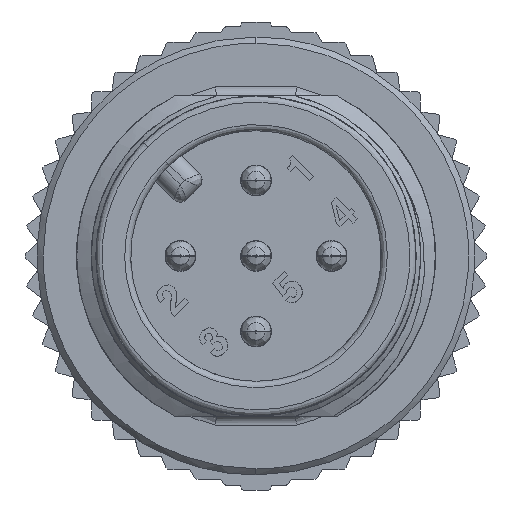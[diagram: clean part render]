
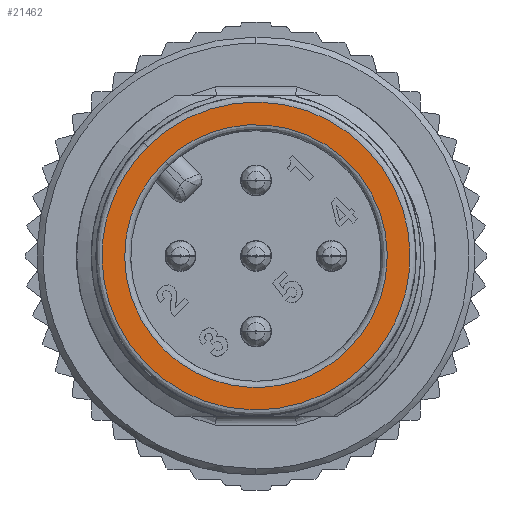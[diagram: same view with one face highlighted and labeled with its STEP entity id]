
A CAD part, left-side view. The second image highlights one B-rep face of the part: STEP entity #21462.
In plain terms, the highlighted planar face has unit normal (-1, 0, 0).
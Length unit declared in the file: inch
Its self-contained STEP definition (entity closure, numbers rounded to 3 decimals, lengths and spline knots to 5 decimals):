
#1052 = EDGE_CURVE ( 'NONE', #69219, #24896, #71664, .T. ) ;
#2252 = FACE_OUTER_BOUND ( 'NONE', #25500, .T. ) ;
#2800 = ORIENTED_EDGE ( 'NONE', *, *, #53848, .F. ) ;
#3486 = VERTEX_POINT ( 'NONE', #17488 ) ;
#4187 = VERTEX_POINT ( 'NONE', #99346 ) ;
#4514 =( BOUNDED_CURVE ( )  B_SPLINE_CURVE ( 3, ( #96587, #18400, #45205, #24823 ),
 .UNSPECIFIED., .F., .F. ) 
 B_SPLINE_CURVE_WITH_KNOTS ( ( 4, 4 ),
 ( 0., 1. ),
 .UNSPECIFIED. ) 
 CURVE ( )  GEOMETRIC_REPRESENTATION_ITEM ( )  RATIONAL_B_SPLINE_CURVE ( ( 1., 0.334, 0.334, 1. ) ) 
 REPRESENTATION_ITEM ( '' )  );
#8605 = ORIENTED_EDGE ( 'NONE', *, *, #1052, .F. ) ;
#9016 = VERTEX_POINT ( 'NONE', #70264 ) ;
#9654 = CARTESIAN_POINT ( 'NONE',  ( 0., 0.14198, -2.47889 ) ) ;
#10257 = PLANE ( 'NONE',  #14319 ) ;
#11339 = CARTESIAN_POINT ( 'NONE',  ( 0., -0.13163, -2.73084 ) ) ;
#14319 = AXIS2_PLACEMENT_3D ( 'NONE', #64441, #89562, #46737 ) ;
#14954 = CARTESIAN_POINT ( 'NONE',  ( 0., 0.10232, -2.48353 ) ) ;
#17488 = CARTESIAN_POINT ( 'NONE',  ( 0., 0.10232, -2.48353 ) ) ;
#18086 = CARTESIAN_POINT ( 'NONE',  ( 0., 0.13733, -2.51855 ) ) ;
#18400 = CARTESIAN_POINT ( 'NONE',  ( 0., -0.14222, -2.19566 ) ) ;
#21462 = ADVANCED_FACE ( 'NONE', ( #107285, #2252 ), #10257, .F. ) ;
#22460 = ORIENTED_EDGE ( 'NONE', *, *, #105452, .F. ) ;
#23407 = CARTESIAN_POINT ( 'NONE',  ( 0., 0.10796, -2.48773 ) ) ;
#24823 = CARTESIAN_POINT ( 'NONE',  ( 0., -0.14198, -2.76284 ) ) ;
#24896 = VERTEX_POINT ( 'NONE', #81469 ) ;
#25111 = CARTESIAN_POINT ( 'NONE',  ( 0., 0.11842, -2.49714 ) ) ;
#25500 = EDGE_LOOP ( 'NONE', ( #2800, #8605, #80180, #22460 ) ) ;
#26744 = CARTESIAN_POINT ( 'NONE',  ( 0., -0.14173, -2.76309 ) ) ;
#28203 = CARTESIAN_POINT ( 'NONE',  ( 0., -0.11842, -2.74459 ) ) ;
#28675 = CARTESIAN_POINT ( 'NONE',  ( 0., 0.11842, -2.49714 ) ) ;
#29247 = CARTESIAN_POINT ( 'NONE',  ( 0., 0.13165, -2.5109 ) ) ;
#32272 = CIRCLE ( 'NONE', #83395, 0.20079 ) ;
#32526 = CARTESIAN_POINT ( 'NONE',  ( 0., 0.11334, -2.49228 ) ) ;
#32643 = ORIENTED_EDGE ( 'NONE', *, *, #66927, .F. ) ;
#34788 = VERTEX_POINT ( 'NONE', #104209 ) ;
#36346 = CARTESIAN_POINT ( 'NONE',  ( 0., 0., -2.62087 ) ) ;
#37006 = CARTESIAN_POINT ( 'NONE',  ( 0., -0.11842, -2.74459 ) ) ;
#37459 = DIRECTION ( 'NONE',  ( 1., 0., 0. ) ) ;
#38480 =( BOUNDED_CURVE ( )  B_SPLINE_CURVE ( 3, ( #102826, #59439, #100580, #14954 ),
 .UNSPECIFIED., .F., .F. ) 
 B_SPLINE_CURVE_WITH_KNOTS ( ( 4, 4 ),
 ( 0., 1. ),
 .UNSPECIFIED. ) 
 CURVE ( )  GEOMETRIC_REPRESENTATION_ITEM ( )  RATIONAL_B_SPLINE_CURVE ( ( 1., 0.43, 0.43, 1. ) ) 
 REPRESENTATION_ITEM ( '' )  );
#39974 = CARTESIAN_POINT ( 'NONE',  ( 0., 0.10232, -2.48353 ) ) ;
#41779 = VERTEX_POINT ( 'NONE', #28203 ) ;
#43558 = CARTESIAN_POINT ( 'NONE',  ( 0., 0.09292, -2.94686 ) ) ;
#45205 = CARTESIAN_POINT ( 'NONE',  ( 0., -0.42545, -2.47937 ) ) ;
#46134 = CARTESIAN_POINT ( 'NONE',  ( 0., -0.13733, -2.72318 ) ) ;
#46737 = DIRECTION ( 'NONE',  ( 0., 0., -1. ) ) ;
#46944 = CARTESIAN_POINT ( 'NONE',  ( 0., 0.12532, -2.50372 ) ) ;
#47360 = EDGE_CURVE ( 'NONE', #106692, #41779, #95828, .T. ) ;
#51544 = CARTESIAN_POINT ( 'NONE',  ( 0., 0.31211, -2.75313 ) ) ;
#53024 = CARTESIAN_POINT ( 'NONE',  ( 0., 0.14222, -3.04607 ) ) ;
#53848 = EDGE_CURVE ( 'NONE', #24896, #4187, #32272, .T. ) ;
#56715 = EDGE_CURVE ( 'NONE', #9016, #69219, #111907, .T. ) ;
#56765 = DIRECTION ( 'NONE',  ( 0., -0.706, -0.708 ) ) ;
#57188 = CARTESIAN_POINT ( 'NONE',  ( 0., 0.11842, -2.49714 ) ) ;
#59439 = CARTESIAN_POINT ( 'NONE',  ( 0., -0.2944, -2.51236 ) ) ;
#61849 = EDGE_CURVE ( 'NONE', #34788, #3486, #38480, .T. ) ;
#62360 = CARTESIAN_POINT ( 'NONE',  ( 0., -0.11842, -2.74459 ) ) ;
#64441 = CARTESIAN_POINT ( 'NONE',  ( 0., 0., -2.62087 ) ) ;
#65205 = CARTESIAN_POINT ( 'NONE',  ( 0., 0.13733, -2.51855 ) ) ;
#66591 = ORIENTED_EDGE ( 'NONE', *, *, #61849, .F. ) ;
#66927 = EDGE_CURVE ( 'NONE', #67028, #106692, #87460, .T. ) ;
#67028 = VERTEX_POINT ( 'NONE', #57188 ) ;
#68550 =( BOUNDED_CURVE ( )  B_SPLINE_CURVE ( 3, ( #37006, #96416, #11339, #46134 ),
 .UNSPECIFIED., .F., .F. ) 
 B_SPLINE_CURVE_WITH_KNOTS ( ( 4, 4 ),
 ( 0., 1. ),
 .UNSPECIFIED. ) 
 CURVE ( )  GEOMETRIC_REPRESENTATION_ITEM ( )  RATIONAL_B_SPLINE_CURVE ( ( 1., 0.998, 0.998, 1. ) ) 
 REPRESENTATION_ITEM ( '' )  );
#68706 = CARTESIAN_POINT ( 'NONE',  ( 0., 0.13733, -2.51855 ) ) ;
#69219 = VERTEX_POINT ( 'NONE', #112775 ) ;
#70264 = CARTESIAN_POINT ( 'NONE',  ( 0., -0.14198, -2.76284 ) ) ;
#71664 =( BOUNDED_CURVE ( )  B_SPLINE_CURVE ( 3, ( #26744, #53024, #87824, #9654 ),
 .UNSPECIFIED., .F., .F. ) 
 B_SPLINE_CURVE_WITH_KNOTS ( ( 4, 4 ),
 ( 0., 1. ),
 .UNSPECIFIED. ) 
 CURVE ( )  GEOMETRIC_REPRESENTATION_ITEM ( )  RATIONAL_B_SPLINE_CURVE ( ( 1., 0.334, 0.334, 1. ) ) 
 REPRESENTATION_ITEM ( '' )  );
#72050 = ORIENTED_EDGE ( 'NONE', *, *, #103870, .F. ) ;
#72316 = DIRECTION ( 'NONE',  ( 0., 0.706, 0.708 ) ) ;
#80180 = ORIENTED_EDGE ( 'NONE', *, *, #56715, .F. ) ;
#80763 = B_SPLINE_CURVE_WITH_KNOTS ( 'NONE', 3,
 ( #39974, #23407, #32526, #25111 ),
 .UNSPECIFIED., .F., .F.,
 ( 4, 4 ),
 ( 0., 0.42426 ),
 .UNSPECIFIED. ) ;
#81469 = CARTESIAN_POINT ( 'NONE',  ( 0., 0.14198, -2.47889 ) ) ;
#83395 = AXIS2_PLACEMENT_3D ( 'NONE', #100166, #83596, #56765 ) ;
#83596 = DIRECTION ( 'NONE',  ( 1., 0., 0. ) ) ;
#87460 = B_SPLINE_CURVE_WITH_KNOTS ( 'NONE', 3,
 ( #28675, #46944, #29247, #65205 ),
 .UNSPECIFIED., .F., .F.,
 ( 4, 4 ),
 ( 0.42426, 1. ),
 .UNSPECIFIED. ) ;
#87824 = CARTESIAN_POINT ( 'NONE',  ( 0., 0.42545, -2.76236 ) ) ;
#89549 = EDGE_LOOP ( 'NONE', ( #72050, #107055, #32643, #92147, #66591 ) ) ;
#89562 = DIRECTION ( 'NONE',  ( 1., 0., 0. ) ) ;
#91358 = EDGE_CURVE ( 'NONE', #3486, #67028, #80763, .T. ) ;
#92147 = ORIENTED_EDGE ( 'NONE', *, *, #91358, .F. ) ;
#95828 =( BOUNDED_CURVE ( )  B_SPLINE_CURVE ( 3, ( #68706, #51544, #43558, #62360 ),
 .UNSPECIFIED., .F., .F. ) 
 B_SPLINE_CURVE_WITH_KNOTS ( ( 4, 4 ),
 ( 0., 1. ),
 .UNSPECIFIED. ) 
 CURVE ( )  GEOMETRIC_REPRESENTATION_ITEM ( )  RATIONAL_B_SPLINE_CURVE ( ( 1., 0.389, 0.389, 1. ) ) 
 REPRESENTATION_ITEM ( '' )  );
#96416 = CARTESIAN_POINT ( 'NONE',  ( 0., -0.12531, -2.73799 ) ) ;
#96587 = CARTESIAN_POINT ( 'NONE',  ( 0., 0.14173, -2.47864 ) ) ;
#99346 = CARTESIAN_POINT ( 'NONE',  ( 0., 0.14173, -2.47864 ) ) ;
#100166 = CARTESIAN_POINT ( 'NONE',  ( 0., 0., -2.62087 ) ) ;
#100580 = CARTESIAN_POINT ( 'NONE',  ( 0., -0.1085, -2.32646 ) ) ;
#102826 = CARTESIAN_POINT ( 'NONE',  ( 0., -0.13733, -2.72318 ) ) ;
#103870 = EDGE_CURVE ( 'NONE', #41779, #34788, #68550, .T. ) ;
#104209 = CARTESIAN_POINT ( 'NONE',  ( 0., -0.13733, -2.72318 ) ) ;
#105452 = EDGE_CURVE ( 'NONE', #4187, #9016, #4514, .T. ) ;
#106692 = VERTEX_POINT ( 'NONE', #18086 ) ;
#107055 = ORIENTED_EDGE ( 'NONE', *, *, #47360, .F. ) ;
#107285 = FACE_BOUND ( 'NONE', #89549, .T. ) ;
#111826 = AXIS2_PLACEMENT_3D ( 'NONE', #36346, #37459, #72316 ) ;
#111907 = CIRCLE ( 'NONE', #111826, 0.20079 ) ;
#112775 = CARTESIAN_POINT ( 'NONE',  ( 0., -0.14173, -2.76309 ) ) ;
